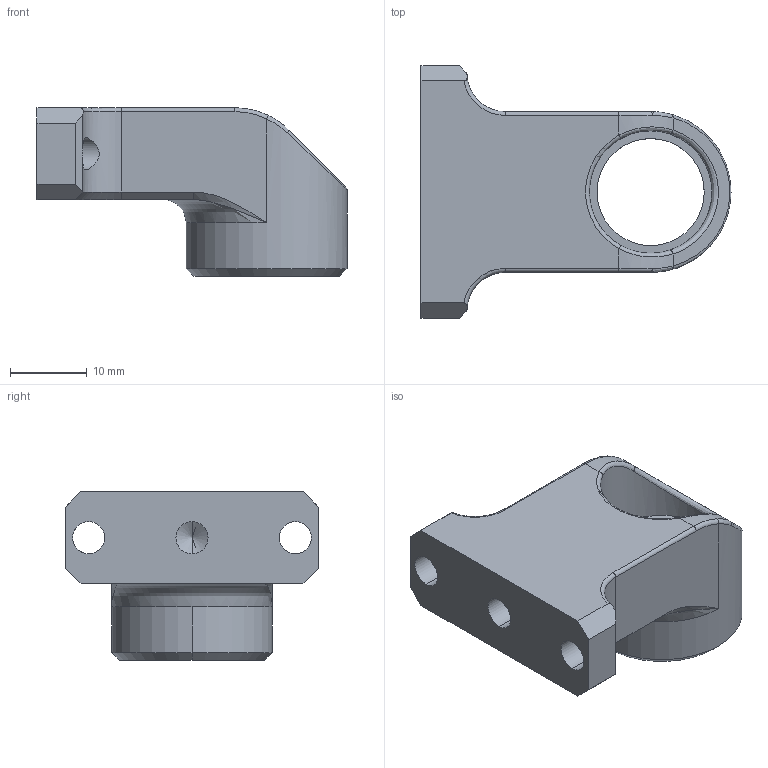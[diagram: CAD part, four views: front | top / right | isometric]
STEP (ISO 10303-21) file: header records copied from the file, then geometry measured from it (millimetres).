
FILE_DESCRIPTION (( 'STEP AP214' ), '1' );
FILE_NAME ('褐灉筵幗蟀諉璃.STEP', '2025-04-21T10:48:19', ( 'Windows User' ), ( 'P R C' ), 'SwSTEP 2.0', 'SolidWorks 2020', '' );
FILE_SCHEMA (( 'AUTOMOTIVE_DESIGN' ));
Length unit declared in the file: millimetre
Products named in the file (1): 褐灉筵幗蟀諉璃
Bounding box: 40.5 x 33 x 22 mm (x, y, z)
Volume: 9062.4 mm3; surface area: 4535.7 mm2
Topology: 1 solids, 1 shells, 61 faces, 156 edges, 93 vertices
Faces by surface type: cylinder 20, plane 19, cone 8, bspline 8, torus 6
Entity records: 2688 total; most frequent: CARTESIAN_POINT 1191, ORIENTED_EDGE 304, DIRECTION 280, EDGE_CURVE 152, AXIS2_PLACEMENT_3D 108, VERTEX_POINT 93, EDGE_LOOP 67, LINE 64
